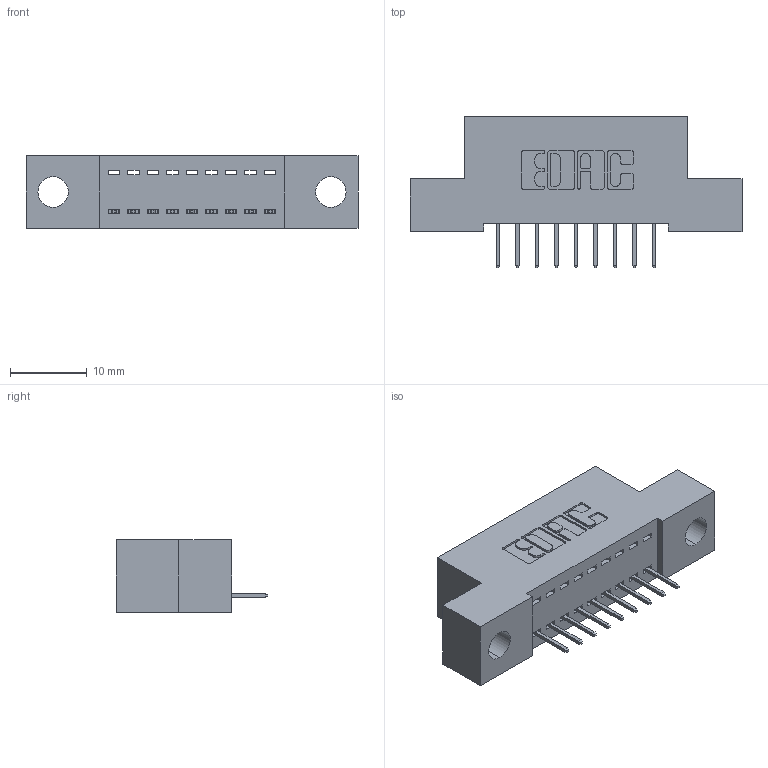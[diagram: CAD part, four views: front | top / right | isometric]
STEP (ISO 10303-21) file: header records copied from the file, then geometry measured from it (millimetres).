
FILE_DESCRIPTION (( 'STEP AP203' ), '1' );
FILE_NAME ('342-009-524-104.STEP', '2018-08-10T12:47:54', ( '' ), ( '' ), 'SwSTEP 2.0', 'SolidWorks 2016', '' );
FILE_SCHEMA (( 'CONFIG_CONTROL_DESIGN' ));
Length unit declared in the file: inch
Products named in the file (3): 342 Part_.156 TH; 345-292-001_345-293-124; 342-009-524-104
Assembly tree (10 placements, depth 2):
  342-009-524-104
    342 Part_.156 TH
    345-292-001_345-293-124  x9
Bounding box: 43.18 x 19.69 x 9.4 mm (x, y, z)
Volume: 3541.9 mm3; surface area: 4293.3 mm2
Topology: 10 solids, 10 shells, 668 faces, 1919 edges, 1242 vertices
Faces by surface type: plane 498, cylinder 170
Entity records: 9715 total; most frequent: CARTESIAN_POINT 1685, ORIENTED_EDGE 1630, DIRECTION 1489, EDGE_CURVE 815, VECTOR 691, LINE 691, VERTEX_POINT 538, AXIS2_PLACEMENT_3D 399
